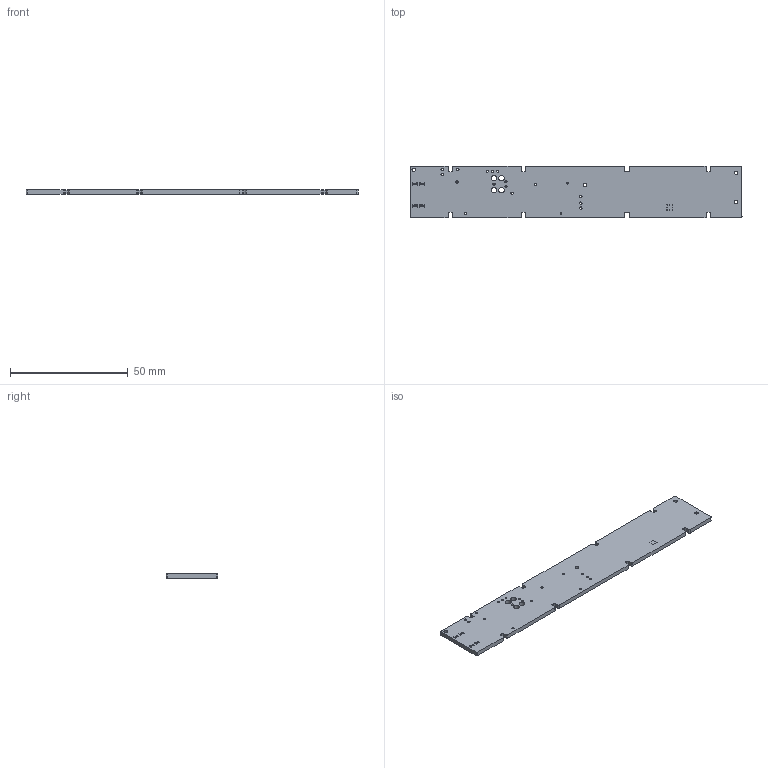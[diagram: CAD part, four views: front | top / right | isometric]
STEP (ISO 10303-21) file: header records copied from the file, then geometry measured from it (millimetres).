
FILE_DESCRIPTION(('Open CASCADE Model'),'2;1');
FILE_NAME('Open CASCADE Shape Model','2023-04-06T16:58:34',('Author'),( 'Open CASCADE'),'Open CASCADE STEP processor 6.8','Open CASCADE 6.8' ,'Unknown');
FILE_SCHEMA(('AUTOMOTIVE_DESIGN { 1 0 10303 214 1 1 1 1 }'));
Length unit declared in the file: millimetre
Products named in the file (1): PCB
Bounding box: 141 x 22 x 1.81 mm (x, y, z)
Volume: 5480.5 mm3; surface area: 6952.8 mm2
Topology: 1 solids, 1 shells, 140 faces, 406 edges, 260 vertices
Faces by surface type: cylinder 94, plane 46
Full cylindrical faces by diameter (mm): 0.203 x8, 0.762 x5, 0.9 x3, 1 x10, 1.5 x4, 2.375 x4
Entity records: 4897 total; most frequent: DIRECTION 876, ORIENTED_EDGE 828, CARTESIAN_POINT 807, EDGE_CURVE 406, AXIS2_PLACEMENT_3D 329, VERTEX_POINT 260, FACE_BOUND 232, EDGE_LOOP 232
